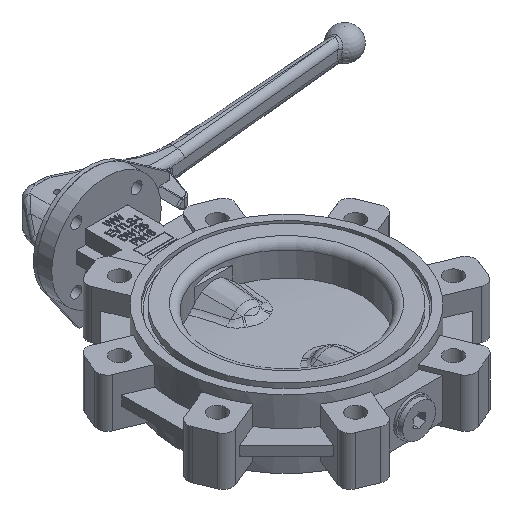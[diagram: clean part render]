
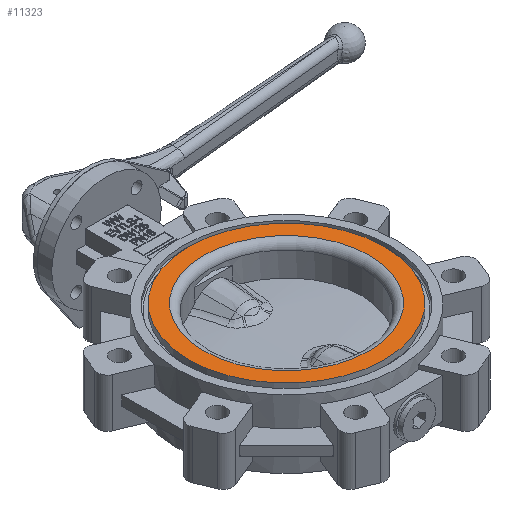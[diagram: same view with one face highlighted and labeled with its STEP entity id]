
A CAD part, isometric view. The second image highlights one B-rep face of the part: STEP entity #11323.
In plain terms, the highlighted planar face has unit normal (0, 0, 1).
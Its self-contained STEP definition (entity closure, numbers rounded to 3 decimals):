
#137=FACE_BOUND('',#1949,.T.);
#339=PLANE('',#12282);
#1267=FACE_OUTER_BOUND('',#1948,.T.);
#1948=EDGE_LOOP('',(#9105));
#1949=EDGE_LOOP('',(#9106));
#4678=CIRCLE('',#12210,68.);
#4679=CIRCLE('',#12212,80.5);
#5225=VERTEX_POINT('',#19875);
#5226=VERTEX_POINT('',#19879);
#6520=EDGE_CURVE('',#5225,#5225,#4678,.T.);
#6521=EDGE_CURVE('',#5226,#5226,#4679,.T.);
#9105=ORIENTED_EDGE('',*,*,#6521,.T.);
#9106=ORIENTED_EDGE('',*,*,#6520,.F.);
#11323=ADVANCED_FACE('',(#1267,#137),#339,.F.);
#12210=AXIS2_PLACEMENT_3D('',#19877,#13854,#13855);
#12212=AXIS2_PLACEMENT_3D('',#19880,#13858,#13859);
#12282=AXIS2_PLACEMENT_3D('',#21377,#14237,#14238);
#13854=DIRECTION('center_axis',(0.,0.,1.));
#13855=DIRECTION('ref_axis',(1.,0.,0.));
#13858=DIRECTION('center_axis',(0.,0.,1.));
#13859=DIRECTION('ref_axis',(1.,0.,0.));
#14237=DIRECTION('center_axis',(0.,0.,-1.));
#14238=DIRECTION('ref_axis',(-1.,0.,0.));
#19875=CARTESIAN_POINT('',(-68.,0.,29.));
#19877=CARTESIAN_POINT('Origin',(0.,0.,29.));
#19879=CARTESIAN_POINT('',(-80.5,0.,29.));
#19880=CARTESIAN_POINT('Origin',(0.,0.,29.));
#21377=CARTESIAN_POINT('Origin',(0.,68.,29.));
